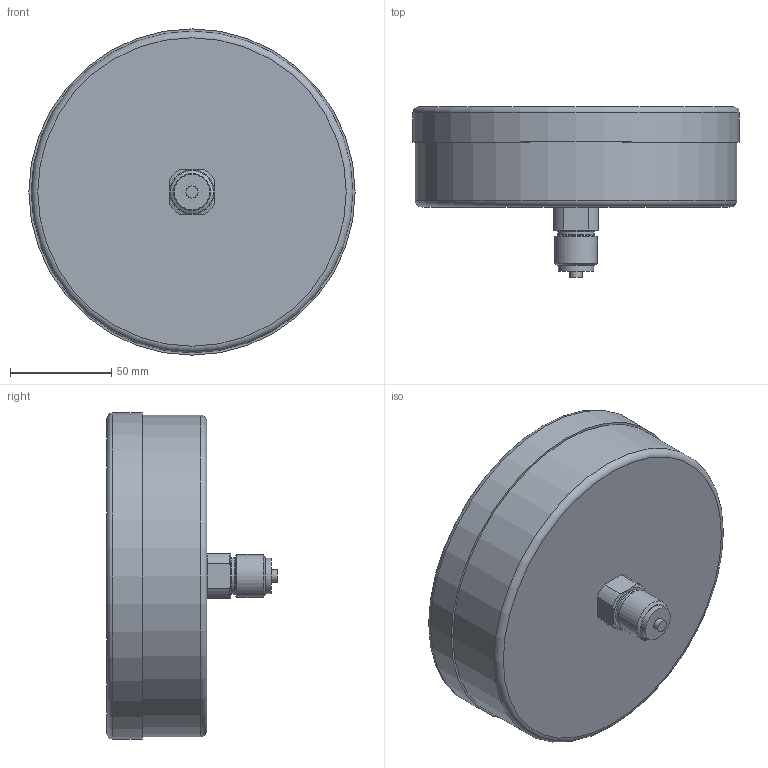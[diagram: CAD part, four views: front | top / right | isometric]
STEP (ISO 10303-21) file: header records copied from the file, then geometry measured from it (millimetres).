
FILE_DESCRIPTION(/* description */ (''),/* implementation_level */ '2;1');
FILE_NAME(/* name */ 'KP160_D411_351XX411.stp',/* time_stamp */ '2018-01-08T11:43:59+01:00',/* author */ ('acgl'),/* organization */ (''),/* preprocessor_version */ 'ST-DEVELOPER v15.6',/* originating_system */ 'Autodesk Inventor 2015',/* authorisation */ '');
FILE_SCHEMA (('AUTOMOTIVE_DESIGN { 1 0 10303 214 3 1 1 }'));
Length unit declared in the file: centimetre
Products named in the file (1): KP160_D411_351XX411
Bounding box: 161.3 x 84.3 x 161.3 mm (x, y, z)
Volume: 949231 mm3; surface area: 67685.5 mm2
Topology: 1 solids, 1 shells, 33 faces, 65 edges, 40 vertices
Faces by surface type: plane 12, cylinder 11, cone 6, torus 4
Full cylindrical faces by diameter (mm): 6 x1, 17.5 x1, 18 x1, 21 x1, 21.36 x1, 159 x1, 161.3 x1
Entity records: 853 total; most frequent: DIRECTION 142, CARTESIAN_POINT 140, ORIENTED_EDGE 102, AXIS2_PLACEMENT_3D 65, EDGE_LOOP 52, EDGE_CURVE 51, VERTEX_POINT 39, STYLED_ITEM 34
